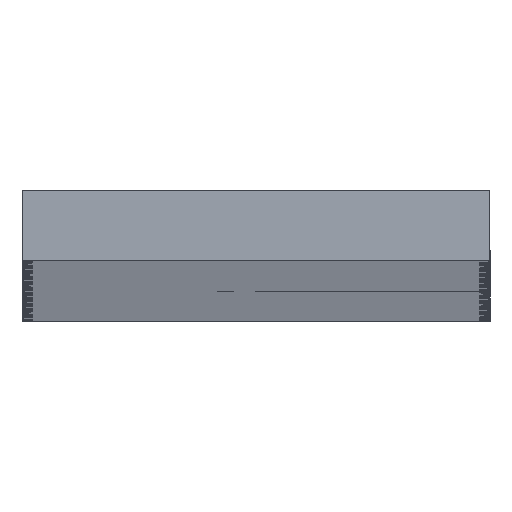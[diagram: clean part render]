
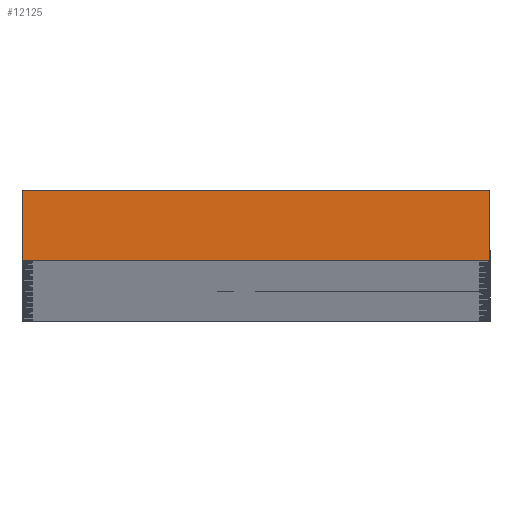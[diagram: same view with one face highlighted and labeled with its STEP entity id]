
A CAD part, top view. The second image highlights one B-rep face of the part: STEP entity #12125.
In plain terms, the highlighted planar face has unit normal (0, 0, 1).
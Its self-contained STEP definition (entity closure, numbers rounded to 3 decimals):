
#1171 = EDGE_CURVE ( 'NONE', #3421, #18541, #21485, .T. ) ;
#1374 = VECTOR ( 'NONE', #3890, 1000. ) ;
#2710 = LINE ( 'NONE', #16143, #19071 ) ;
#2715 = EDGE_CURVE ( 'NONE', #10626, #3421, #11622, .T. ) ;
#3421 = VERTEX_POINT ( 'NONE', #18251 ) ;
#3455 = CARTESIAN_POINT ( 'NONE',  ( 0., 0., 1500. ) ) ;
#3890 = DIRECTION ( 'NONE',  ( 0., -1., 0. ) ) ;
#4538 = CARTESIAN_POINT ( 'NONE',  ( 20., 3., 1500. ) ) ;
#5774 = AXIS2_PLACEMENT_3D ( 'NONE', #3455, #23199, #11531 ) ;
#6629 = CARTESIAN_POINT ( 'NONE',  ( -20., -3., 1500. ) ) ;
#8551 = DIRECTION ( 'NONE',  ( 1., 0., 0. ) ) ;
#8704 = VECTOR ( 'NONE', #8551, 1000. ) ;
#9165 = PLANE ( 'NONE',  #5774 ) ;
#10626 = VERTEX_POINT ( 'NONE', #12110 ) ;
#11104 = EDGE_LOOP ( 'NONE', ( #12465, #14173, #12127, #14077 ) ) ;
#11531 = DIRECTION ( 'NONE',  ( 1., 0., 0. ) ) ;
#11622 = LINE ( 'NONE', #17510, #1374 ) ;
#12110 = CARTESIAN_POINT ( 'NONE',  ( -20., 3., 1500. ) ) ;
#12125 = ADVANCED_FACE ( 'NONE', ( #15241 ), #9165, .T. ) ;
#12127 = ORIENTED_EDGE ( 'NONE', *, *, #2715, .T. ) ;
#12465 = ORIENTED_EDGE ( 'NONE', *, *, #22920, .T. ) ;
#13138 = VERTEX_POINT ( 'NONE', #4538 ) ;
#13316 = CARTESIAN_POINT ( 'NONE',  ( 20., 3., 1500. ) ) ;
#13439 = LINE ( 'NONE', #13316, #14045 ) ;
#14045 = VECTOR ( 'NONE', #17295, 1000. ) ;
#14077 = ORIENTED_EDGE ( 'NONE', *, *, #1171, .T. ) ;
#14173 = ORIENTED_EDGE ( 'NONE', *, *, #16179, .T. ) ;
#15241 = FACE_OUTER_BOUND ( 'NONE', #11104, .T. ) ;
#16143 = CARTESIAN_POINT ( 'NONE',  ( -20., 3., 1500. ) ) ;
#16179 = EDGE_CURVE ( 'NONE', #13138, #10626, #2710, .T. ) ;
#17295 = DIRECTION ( 'NONE',  ( 0., 1., 0. ) ) ;
#17510 = CARTESIAN_POINT ( 'NONE',  ( -20., 3., 1500. ) ) ;
#18251 = CARTESIAN_POINT ( 'NONE',  ( -20., -3., 1500. ) ) ;
#18541 = VERTEX_POINT ( 'NONE', #23837 ) ;
#19071 = VECTOR ( 'NONE', #21818, 1000. ) ;
#21485 = LINE ( 'NONE', #6629, #8704 ) ;
#21818 = DIRECTION ( 'NONE',  ( -1., 0., 0. ) ) ;
#22920 = EDGE_CURVE ( 'NONE', #18541, #13138, #13439, .T. ) ;
#23199 = DIRECTION ( 'NONE',  ( 0., 0., 1. ) ) ;
#23837 = CARTESIAN_POINT ( 'NONE',  ( 20., -3., 1500. ) ) ;
